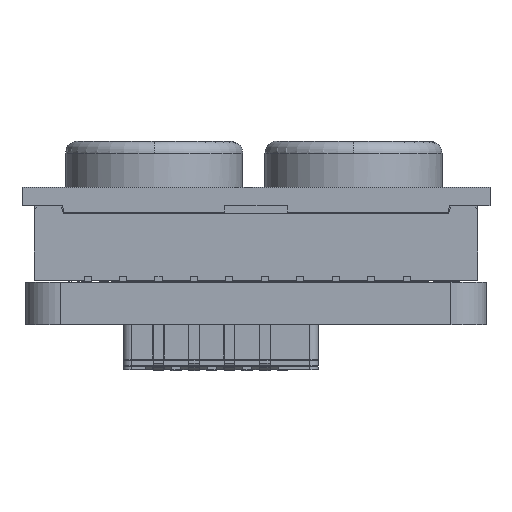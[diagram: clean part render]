
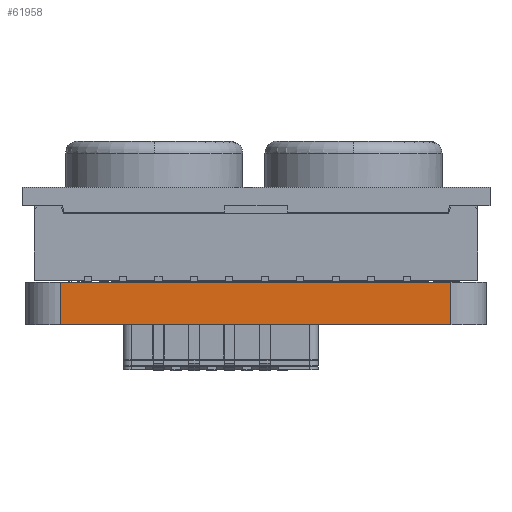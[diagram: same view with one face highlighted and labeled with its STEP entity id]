
A CAD part, left-side view. The second image highlights one B-rep face of the part: STEP entity #61958.
In plain terms, the highlighted planar face has unit normal (-1, 0, 0).
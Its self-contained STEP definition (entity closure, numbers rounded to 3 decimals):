
#61504 = VERTEX_POINT('',#61505);
#61505 = CARTESIAN_POINT('',(67.25,-81.,0.));
#61512 = EDGE_CURVE('',#61504,#61513,#61515,.T.);
#61513 = VERTEX_POINT('',#61514);
#61514 = CARTESIAN_POINT('',(67.25,-59.,0.));
#61515 = LINE('',#61516,#61517);
#61516 = CARTESIAN_POINT('',(67.25,-81.,0.));
#61517 = VECTOR('',#61518,1.);
#61518 = DIRECTION('',(0.,1.,0.));
#61760 = VERTEX_POINT('',#61761);
#61761 = CARTESIAN_POINT('',(67.25,-81.,2.4));
#61768 = EDGE_CURVE('',#61760,#61769,#61771,.T.);
#61769 = VERTEX_POINT('',#61770);
#61770 = CARTESIAN_POINT('',(67.25,-59.,2.4));
#61771 = LINE('',#61772,#61773);
#61772 = CARTESIAN_POINT('',(67.25,-81.,2.4));
#61773 = VECTOR('',#61774,1.);
#61774 = DIRECTION('',(0.,1.,0.));
#61928 = EDGE_CURVE('',#61513,#61769,#61929,.T.);
#61929 = LINE('',#61930,#61931);
#61930 = CARTESIAN_POINT('',(67.25,-59.,0.));
#61931 = VECTOR('',#61932,1.);
#61932 = DIRECTION('',(0.,0.,1.));
#61958 = ADVANCED_FACE('',(#61959),#61970,.T.);
#61959 = FACE_BOUND('',#61960,.T.);
#61960 = EDGE_LOOP('',(#61961,#61967,#61968,#61969));
#61961 = ORIENTED_EDGE('',*,*,#61962,.T.);
#61962 = EDGE_CURVE('',#61504,#61760,#61963,.T.);
#61963 = LINE('',#61964,#61965);
#61964 = CARTESIAN_POINT('',(67.25,-81.,0.));
#61965 = VECTOR('',#61966,1.);
#61966 = DIRECTION('',(0.,0.,1.));
#61967 = ORIENTED_EDGE('',*,*,#61768,.T.);
#61968 = ORIENTED_EDGE('',*,*,#61928,.F.);
#61969 = ORIENTED_EDGE('',*,*,#61512,.F.);
#61970 = PLANE('',#61971);
#61971 = AXIS2_PLACEMENT_3D('',#61972,#61973,#61974);
#61972 = CARTESIAN_POINT('',(67.25,-81.,0.));
#61973 = DIRECTION('',(-1.,0.,0.));
#61974 = DIRECTION('',(0.,1.,0.));
